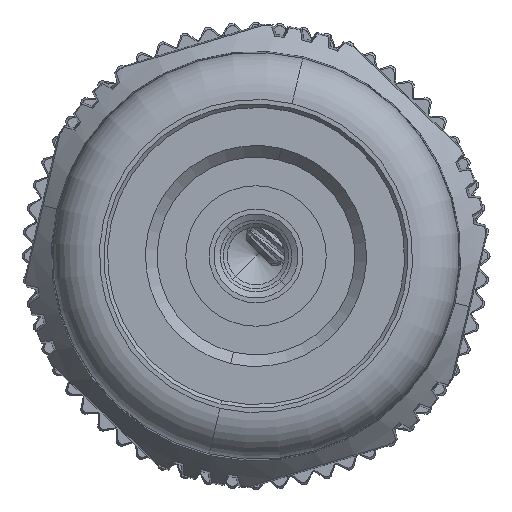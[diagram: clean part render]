
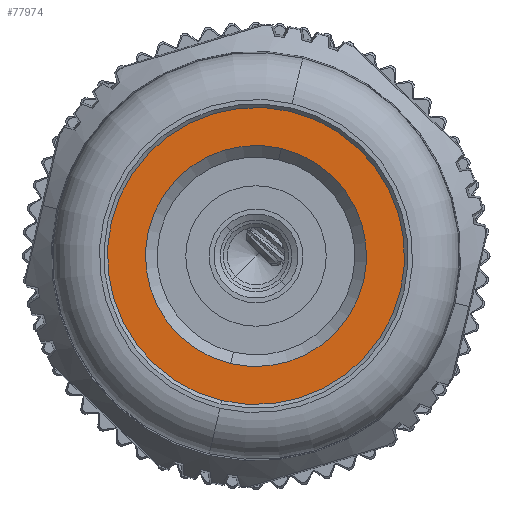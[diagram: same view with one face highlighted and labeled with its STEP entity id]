
A CAD part, front view. The second image highlights one B-rep face of the part: STEP entity #77974.
In plain terms, the highlighted planar face has unit normal (0, -1, 0).
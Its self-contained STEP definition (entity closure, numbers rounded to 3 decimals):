
#26123=CARTESIAN_POINT('',(0.,-50.9,0.));
#26124=DIRECTION('',(0.,1.,0.));
#26125=DIRECTION('',(-0.23,0.,-0.973));
#26126=AXIS2_PLACEMENT_3D('',#26123,#26124,#26125);
#26128=CARTESIAN_POINT('',(0.,-50.9,0.));
#26129=DIRECTION('',(0.,1.,0.));
#26130=DIRECTION('',(0.23,0.,0.973));
#26131=AXIS2_PLACEMENT_3D('',#26128,#26129,#26130);
#26133=CARTESIAN_POINT('',(0.,-50.9,0.));
#26134=DIRECTION('',(0.,-1.,0.));
#26135=DIRECTION('',(0.23,0.,0.973));
#26136=AXIS2_PLACEMENT_3D('',#26133,#26134,#26135);
#26138=CARTESIAN_POINT('',(0.,-50.9,0.));
#26139=DIRECTION('',(0.,-1.,0.));
#26140=DIRECTION('',(-0.23,0.,-0.973));
#26141=AXIS2_PLACEMENT_3D('',#26138,#26139,#26140);
#45291=CARTESIAN_POINT('',(1.461,-50.9,6.18));
#45292=VERTEX_POINT('',#45291);
#45293=CARTESIAN_POINT('',(-1.461,-50.9,-6.18));
#45294=VERTEX_POINT('',#45293);
#45295=CARTESIAN_POINT('',(1.087,-50.9,4.598));
#45296=CARTESIAN_POINT('',(-1.087,-50.9,-4.598));
#45297=VERTEX_POINT('',#45295);
#45298=VERTEX_POINT('',#45296);
#77959=CARTESIAN_POINT('',(0.,-50.9,0.));
#77960=DIRECTION('',(0.,-1.,0.));
#77961=DIRECTION('',(-0.23,0.,-0.973));
#77962=AXIS2_PLACEMENT_3D('',#77959,#77960,#77961);
#77963=PLANE('',#77962);
#77964=ORIENTED_EDGE('',*,*,#77939,.T.);
#77965=ORIENTED_EDGE('',*,*,#77953,.T.);
#77966=EDGE_LOOP('',(#77964,#77965));
#77967=FACE_OUTER_BOUND('',#77966,.F.);
#77969=ORIENTED_EDGE('',*,*,#77968,.T.);
#77971=ORIENTED_EDGE('',*,*,#77970,.T.);
#77972=EDGE_LOOP('',(#77969,#77971));
#77973=FACE_BOUND('',#77972,.F.);
#77974=ADVANCED_FACE('',(#77967,#77973),#77963,.T.);
#26127=CIRCLE('',#26126,6.35);
#26132=CIRCLE('',#26131,6.35);
#26137=CIRCLE('',#26136,4.725);
#26142=CIRCLE('',#26141,4.725);
#77939=EDGE_CURVE('',#45294,#45292,#26127,.T.);
#77953=EDGE_CURVE('',#45292,#45294,#26132,.T.);
#77968=EDGE_CURVE('',#45297,#45298,#26137,.T.);
#77970=EDGE_CURVE('',#45298,#45297,#26142,.T.);
